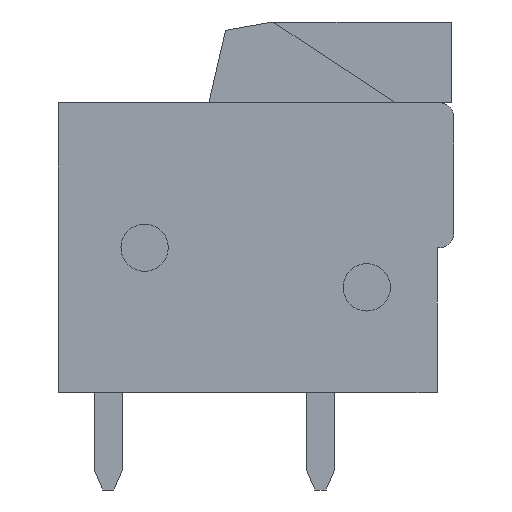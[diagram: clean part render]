
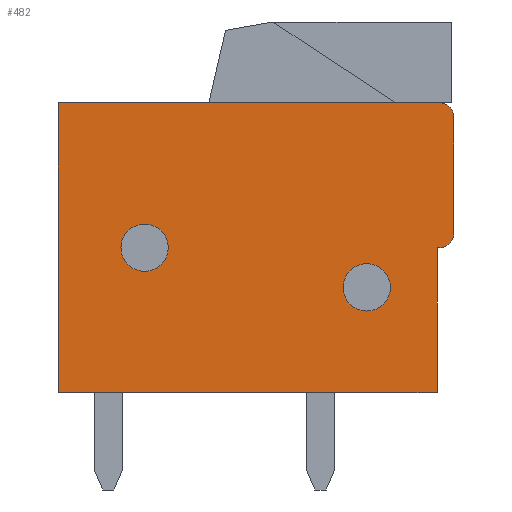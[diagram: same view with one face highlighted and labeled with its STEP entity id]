
A CAD part, left-side view. The second image highlights one B-rep face of the part: STEP entity #482.
In plain terms, the highlighted planar face has unit normal (-1, 0, 0).
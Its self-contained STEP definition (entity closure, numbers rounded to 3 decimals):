
#482 = ADVANCED_FACE( '', ( #994, #995, #996 ), #997, .T. );
#994 = FACE_BOUND( '', #1632, .T. );
#995 = FACE_OUTER_BOUND( '', #1633, .T. );
#996 = FACE_BOUND( '', #1634, .T. );
#997 = PLANE( '', #1635 );
#1632 = EDGE_LOOP( '', ( #2320 ) );
#1633 = EDGE_LOOP( '', ( #2321, #2322, #2323, #2324, #2325, #2326, #2327, #2328 ) );
#1634 = EDGE_LOOP( '', ( #2329 ) );
#1635 = AXIS2_PLACEMENT_3D( '', #2330, #2331, #2332 );
#2320 = ORIENTED_EDGE( '', *, *, #4076, .T. );
#2321 = ORIENTED_EDGE( '', *, *, #4077, .T. );
#2322 = ORIENTED_EDGE( '', *, *, #4078, .T. );
#2323 = ORIENTED_EDGE( '', *, *, #4079, .T. );
#2324 = ORIENTED_EDGE( '', *, *, #4080, .T. );
#2325 = ORIENTED_EDGE( '', *, *, #4081, .T. );
#2326 = ORIENTED_EDGE( '', *, *, #4082, .T. );
#2327 = ORIENTED_EDGE( '', *, *, #4083, .T. );
#2328 = ORIENTED_EDGE( '', *, *, #4084, .T. );
#2329 = ORIENTED_EDGE( '', *, *, #4085, .T. );
#2330 = CARTESIAN_POINT( '', ( -2.5, 0., 0. ) );
#2331 = DIRECTION( '', ( -1., 0., 0. ) );
#2332 = DIRECTION( '', ( 0., 0., 1. ) );
#4076 = EDGE_CURVE( '', #4839, #4839, #4840, .T. );
#4077 = EDGE_CURVE( '', #4841, #4842, #4843, .T. );
#4078 = EDGE_CURVE( '', #4842, #4844, #4845, .T. );
#4079 = EDGE_CURVE( '', #4844, #4846, #4847, .T. );
#4080 = EDGE_CURVE( '', #4846, #4848, #4849, .T. );
#4081 = EDGE_CURVE( '', #4848, #4850, #4851, .T. );
#4082 = EDGE_CURVE( '', #4850, #4852, #4853, .T. );
#4083 = EDGE_CURVE( '', #4852, #4854, #4855, .T. );
#4084 = EDGE_CURVE( '', #4854, #4841, #4856, .T. );
#4085 = EDGE_CURVE( '', #4857, #4857, #4858, .T. );
#4839 = VERTEX_POINT( '', #5933 );
#4840 = CIRCLE( '', #5934, 0.85 );
#4841 = VERTEX_POINT( '', #5935 );
#4842 = VERTEX_POINT( '', #5936 );
#4843 = LINE( '', #5937, #5938 );
#4844 = VERTEX_POINT( '', #5939 );
#4845 = CIRCLE( '', #5940, 0.5 );
#4846 = VERTEX_POINT( '', #5941 );
#4847 = LINE( '', #5942, #5943 );
#4848 = VERTEX_POINT( '', #5944 );
#4849 = CIRCLE( '', #5945, 0.5 );
#4850 = VERTEX_POINT( '', #5946 );
#4851 = LINE( '', #5947, #5948 );
#4852 = VERTEX_POINT( '', #5949 );
#4853 = LINE( '', #5950, #5951 );
#4854 = VERTEX_POINT( '', #5952 );
#4855 = LINE( '', #5953, #5954 );
#4856 = LINE( '', #5955, #5956 );
#4857 = VERTEX_POINT( '', #5957 );
#4858 = CIRCLE( '', #5958, 0.85 );
#5933 = CARTESIAN_POINT( '', ( -2.5, 3.15, 0. ) );
#5934 = AXIS2_PLACEMENT_3D( '', #7289, #7290, #7291 );
#5935 = CARTESIAN_POINT( '', ( -2.5, -6.5, 0. ) );
#5936 = CARTESIAN_POINT( '', ( -2.5, -6.6, 0. ) );
#5937 = CARTESIAN_POINT( '', ( -2.5, -6.5, 0. ) );
#5938 = VECTOR( '', #7292, 1000. );
#5939 = CARTESIAN_POINT( '', ( -2.5, -7.1, 0.5 ) );
#5940 = AXIS2_PLACEMENT_3D( '', #7293, #7294, #7295 );
#5941 = CARTESIAN_POINT( '', ( -2.5, -7.1, 4.7 ) );
#5942 = CARTESIAN_POINT( '', ( -2.5, -7.1, 0. ) );
#5943 = VECTOR( '', #7296, 1000. );
#5944 = CARTESIAN_POINT( '', ( -2.5, -6.6, 5.2 ) );
#5945 = AXIS2_PLACEMENT_3D( '', #7297, #7298, #7299 );
#5946 = CARTESIAN_POINT( '', ( -2.5, 7.1, 5.2 ) );
#5947 = CARTESIAN_POINT( '', ( -2.5, -7.1, 5.2 ) );
#5948 = VECTOR( '', #7300, 1000. );
#5949 = CARTESIAN_POINT( '', ( -2.5, 7.1, -5.2 ) );
#5950 = CARTESIAN_POINT( '', ( -2.5, 7.1, 5.2 ) );
#5951 = VECTOR( '', #7301, 1000. );
#5952 = CARTESIAN_POINT( '', ( -2.5, -6.5, -5.2 ) );
#5953 = CARTESIAN_POINT( '', ( -2.5, 7.1, -5.2 ) );
#5954 = VECTOR( '', #7302, 1000. );
#5955 = CARTESIAN_POINT( '', ( -2.5, -6.5, -5.2 ) );
#5956 = VECTOR( '', #7303, 1000. );
#5957 = CARTESIAN_POINT( '', ( -2.5, -4.825, -1.425 ) );
#5958 = AXIS2_PLACEMENT_3D( '', #7304, #7305, #7306 );
#7289 = CARTESIAN_POINT( '', ( -2.5, 4., 0. ) );
#7290 = DIRECTION( '', ( 1., 0., 0. ) );
#7291 = DIRECTION( '', ( 0., -1., 0. ) );
#7292 = DIRECTION( '', ( 0., -1., 0. ) );
#7293 = CARTESIAN_POINT( '', ( -2.5, -6.6, 0.5 ) );
#7294 = DIRECTION( '', ( -1., 0., 0. ) );
#7295 = DIRECTION( '', ( 0., 0., 1. ) );
#7296 = DIRECTION( '', ( 0., 0., 1. ) );
#7297 = CARTESIAN_POINT( '', ( -2.5, -6.6, 4.7 ) );
#7298 = DIRECTION( '', ( -1., 0., 0. ) );
#7299 = DIRECTION( '', ( 0., 0., 1. ) );
#7300 = DIRECTION( '', ( 0., 1., 0. ) );
#7301 = DIRECTION( '', ( 0., 0., -1. ) );
#7302 = DIRECTION( '', ( 0., -1., 0. ) );
#7303 = DIRECTION( '', ( 0., 0., 1. ) );
#7304 = CARTESIAN_POINT( '', ( -2.5, -3.975, -1.425 ) );
#7305 = DIRECTION( '', ( 1., 0., 0. ) );
#7306 = DIRECTION( '', ( 0., -1., 0. ) );
